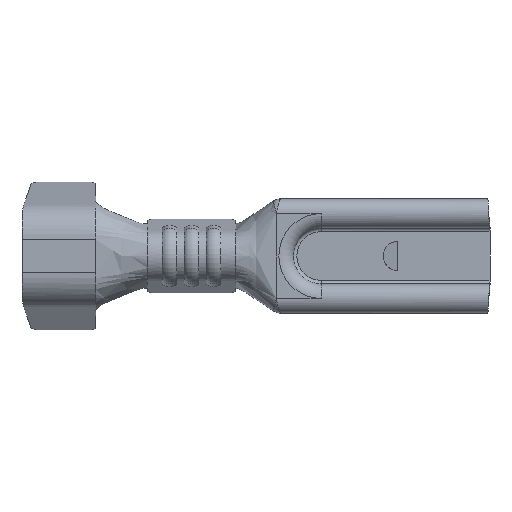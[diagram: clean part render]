
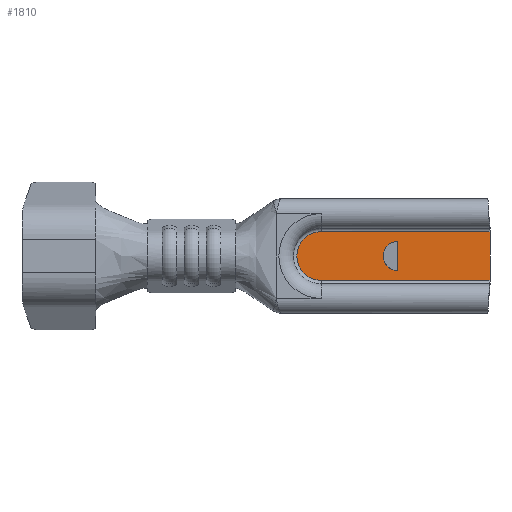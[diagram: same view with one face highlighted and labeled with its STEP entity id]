
A CAD part, front view. The second image highlights one B-rep face of the part: STEP entity #1810.
In plain terms, the highlighted planar face has unit normal (0, -1, 0).
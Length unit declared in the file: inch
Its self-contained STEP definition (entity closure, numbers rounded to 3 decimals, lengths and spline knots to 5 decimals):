
#72 = VECTOR ( 'NONE', #4014, 39.37008 ) ;
#225 = ORIENTED_EDGE ( 'NONE', *, *, #6718, .F. ) ;
#470 = EDGE_CURVE ( 'NONE', #5666, #6339, #3913, .T. ) ;
#622 = CARTESIAN_POINT ( 'NONE',  ( -0.229, -0.01, 0. ) ) ;
#860 = FACE_BOUND ( 'NONE', #1016, .T. ) ;
#1016 = EDGE_LOOP ( 'NONE', ( #2511, #5642 ) ) ;
#1040 = VECTOR ( 'NONE', #6494, 39.37008 ) ;
#1141 = CARTESIAN_POINT ( 'NONE',  ( 0., -0.01, -0.033 ) ) ;
#1177 = DIRECTION ( 'NONE',  ( 0., 0., 1. ) ) ;
#1249 = CARTESIAN_POINT ( 'NONE',  ( -0.229, -0.01, -0.033 ) ) ;
#1392 = EDGE_CURVE ( 'NONE', #2983, #5666, #5576, .T. ) ;
#1441 = PLANE ( 'NONE',  #4476 ) ;
#1594 = CARTESIAN_POINT ( 'NONE',  ( -0.125, -0.01, -0.02 ) ) ;
#1626 = VERTEX_POINT ( 'NONE', #5170 ) ;
#1693 = LINE ( 'NONE', #1883, #72 ) ;
#1810 = ADVANCED_FACE ( 'NONE', ( #860, #2460 ), #1441, .T. ) ;
#1883 = CARTESIAN_POINT ( 'NONE',  ( -0.229, -0.01, -0.033 ) ) ;
#1997 = CARTESIAN_POINT ( 'NONE',  ( -0.229, -0.01, -0.033 ) ) ;
#2121 = CARTESIAN_POINT ( 'NONE',  ( -0.125, -0.01, 0. ) ) ;
#2184 = DIRECTION ( 'NONE',  ( 0., 0., 1. ) ) ;
#2264 = CARTESIAN_POINT ( 'NONE',  ( -0.229, -0.01, 0.033 ) ) ;
#2303 = VERTEX_POINT ( 'NONE', #3270 ) ;
#2387 = ORIENTED_EDGE ( 'NONE', *, *, #1392, .F. ) ;
#2444 = AXIS2_PLACEMENT_3D ( 'NONE', #622, #4390, #1177 ) ;
#2460 = FACE_OUTER_BOUND ( 'NONE', #5988, .T. ) ;
#2477 = VECTOR ( 'NONE', #3437, 39.37008 ) ;
#2487 = EDGE_CURVE ( 'NONE', #6579, #2303, #5173, .T. ) ;
#2511 = ORIENTED_EDGE ( 'NONE', *, *, #2487, .F. ) ;
#2530 = DIRECTION ( 'NONE',  ( 0., 0., -1. ) ) ;
#2675 = DIRECTION ( 'NONE',  ( 0., 0., 1. ) ) ;
#2940 = CARTESIAN_POINT ( 'NONE',  ( 0., -0.01, 0.033 ) ) ;
#2983 = VERTEX_POINT ( 'NONE', #1249 ) ;
#3270 = CARTESIAN_POINT ( 'NONE',  ( -0.125, -0.01, 0.02 ) ) ;
#3284 = ORIENTED_EDGE ( 'NONE', *, *, #470, .F. ) ;
#3437 = DIRECTION ( 'NONE',  ( 1., 0., 0. ) ) ;
#3790 = ORIENTED_EDGE ( 'NONE', *, *, #6377, .T. ) ;
#3913 = LINE ( 'NONE', #4856, #2477 ) ;
#4014 = DIRECTION ( 'NONE',  ( 1., 0., 0. ) ) ;
#4390 = DIRECTION ( 'NONE',  ( 0., 1., 0. ) ) ;
#4476 = AXIS2_PLACEMENT_3D ( 'NONE', #1997, #5749, #2530 ) ;
#4856 = CARTESIAN_POINT ( 'NONE',  ( -0.229, -0.01, 0.033 ) ) ;
#5170 = CARTESIAN_POINT ( 'NONE',  ( 0., -0.01, -0.033 ) ) ;
#5173 = LINE ( 'NONE', #1594, #6281 ) ;
#5220 = CIRCLE ( 'NONE', #6166, 0.02 ) ;
#5496 = EDGE_CURVE ( 'NONE', #2303, #6579, #5220, .T. ) ;
#5576 = CIRCLE ( 'NONE', #2444, 0.033 ) ;
#5642 = ORIENTED_EDGE ( 'NONE', *, *, #5496, .F. ) ;
#5666 = VERTEX_POINT ( 'NONE', #2264 ) ;
#5749 = DIRECTION ( 'NONE',  ( 0., -1., 0. ) ) ;
#5880 = DIRECTION ( 'NONE',  ( 0., -1., 0. ) ) ;
#5988 = EDGE_LOOP ( 'NONE', ( #225, #3284, #2387, #3790 ) ) ;
#6166 = AXIS2_PLACEMENT_3D ( 'NONE', #2121, #5880, #2675 ) ;
#6281 = VECTOR ( 'NONE', #2184, 39.37008 ) ;
#6339 = VERTEX_POINT ( 'NONE', #2940 ) ;
#6377 = EDGE_CURVE ( 'NONE', #2983, #1626, #1693, .T. ) ;
#6494 = DIRECTION ( 'NONE',  ( 0., 0., -1. ) ) ;
#6579 = VERTEX_POINT ( 'NONE', #6969 ) ;
#6718 = EDGE_CURVE ( 'NONE', #6339, #1626, #6755, .T. ) ;
#6755 = LINE ( 'NONE', #1141, #1040 ) ;
#6969 = CARTESIAN_POINT ( 'NONE',  ( -0.125, -0.01, -0.02 ) ) ;
